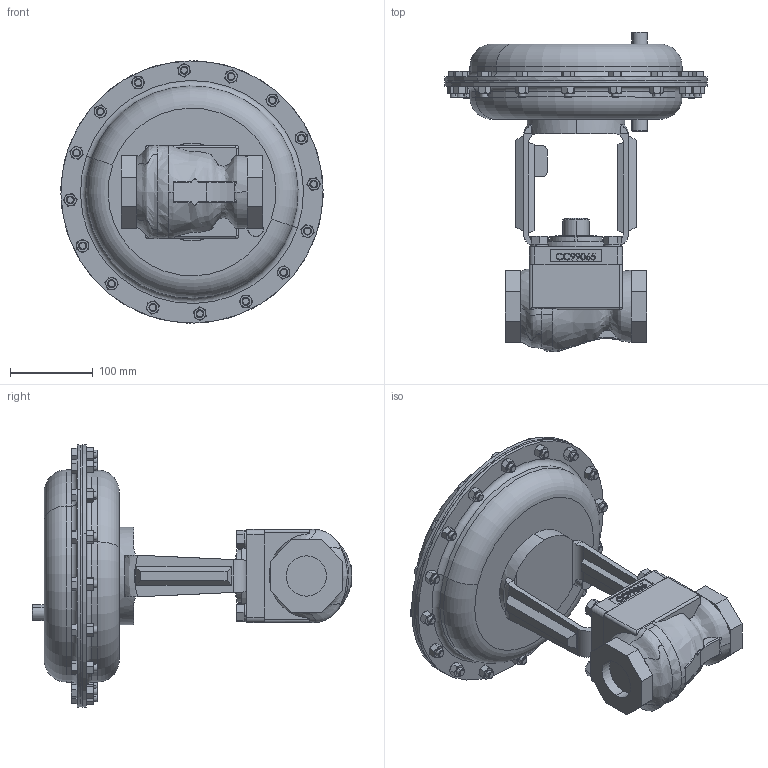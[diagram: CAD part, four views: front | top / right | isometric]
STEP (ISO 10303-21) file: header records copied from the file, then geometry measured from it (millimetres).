
FILE_DESCRIPTION (( 'STEP AP203' ), '1' );
FILE_NAME ('78-150-BR+CS+S6-SW-55M.step', '2017-09-25T13:14:40', ( '' ), ( '' ), 'SwSTEP 2.0', 'SolidWorks 2014', '' );
FILE_SCHEMA (( 'CONFIG_CONTROL_DESIGN' ));
Products named in the file (1): 78-150-BR+CS+S6-SW-55M
Bounding box: 317.42 x 386.94 x 317.42 mm (x, y, z)
Volume: 6531452.7 mm3; surface area: 549789.4 mm2
Topology: 2 solids, 2 shells, 1199 faces, 2794 edges, 1752 vertices
Faces by surface type: plane 531, cone 373, cylinder 169, bspline 104, torus 22
Entity records: 48678 total; most frequent: CARTESIAN_POINT 22939, ORIENTED_EDGE 5588, DIRECTION 4728, EDGE_CURVE 2794, AXIS2_PLACEMENT_3D 1824, VERTEX_POINT 1752, EDGE_LOOP 1362, ADVANCED_FACE 1199
